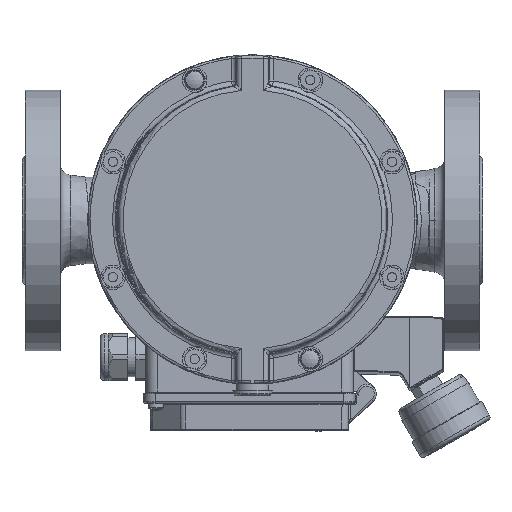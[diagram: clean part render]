
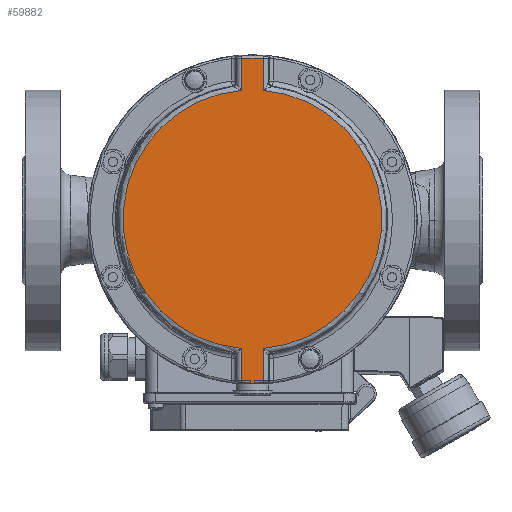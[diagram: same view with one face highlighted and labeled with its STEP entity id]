
A CAD part, top view. The second image highlights one B-rep face of the part: STEP entity #59882.
In plain terms, the highlighted planar face has unit normal (0, 0, 1).
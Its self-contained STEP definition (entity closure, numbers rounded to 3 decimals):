
#2118=CIRCLE('',#64096,66.02);
#2130=CIRCLE('',#64122,66.02);
#2137=CIRCLE('',#64138,0.3);
#2138=CIRCLE('',#64140,0.3);
#2140=CIRCLE('',#64150,82.297);
#2141=CIRCLE('',#64151,82.297);
#2142=CIRCLE('',#64152,83.497);
#2143=CIRCLE('',#64153,82.297);
#5225=PLANE('',#64149);
#8175=FACE_OUTER_BOUND('',#11934,.T.);
#11934=EDGE_LOOP('',(#43702,#43703,#43704,#43705,#43706,#43707,#43708,#43709,
#43710,#43711,#43712,#43713,#43714,#43715));
#15840=LINE('',#106642,#19708);
#15841=LINE('',#106646,#19709);
#15846=LINE('',#106722,#19714);
#15847=LINE('',#106725,#19715);
#15852=LINE('',#106860,#19720);
#15853=LINE('',#106864,#19721);
#19708=VECTOR('',#72583,16.326);
#19709=VECTOR('',#72586,0.903);
#19714=VECTOR('',#72605,0.903);
#19715=VECTOR('',#72608,16.326);
#19720=VECTOR('',#72623,16.326);
#19721=VECTOR('',#72628,16.326);
#25992=VERTEX_POINT('',#105386);
#25993=VERTEX_POINT('',#105387);
#26003=VERTEX_POINT('',#105670);
#26010=VERTEX_POINT('',#106049);
#26037=VERTEX_POINT('',#106625);
#26038=VERTEX_POINT('',#106644);
#26039=VERTEX_POINT('',#106645);
#26041=VERTEX_POINT('',#106685);
#26042=VERTEX_POINT('',#106689);
#26044=VERTEX_POINT('',#106716);
#26045=VERTEX_POINT('',#106720);
#26046=VERTEX_POINT('',#106724);
#26051=VERTEX_POINT('',#106843);
#26052=VERTEX_POINT('',#106862);
#32461=EDGE_CURVE('',#25992,#25993,#2118,.T.);
#32493=EDGE_CURVE('',#26010,#26003,#2130,.T.);
#32533=EDGE_CURVE('',#26003,#26037,#15840,.T.);
#32534=EDGE_CURVE('',#26038,#26039,#15841,.T.);
#32539=EDGE_CURVE('',#26039,#26041,#2137,.T.);
#32543=EDGE_CURVE('',#26042,#26044,#2138,.T.);
#32545=EDGE_CURVE('',#26044,#26045,#15846,.T.);
#32546=EDGE_CURVE('',#26046,#25992,#15847,.T.);
#32557=EDGE_CURVE('',#25993,#26051,#15852,.T.);
#32558=EDGE_CURVE('',#26051,#26052,#2140,.T.);
#32559=EDGE_CURVE('',#26052,#26010,#15853,.T.);
#32560=EDGE_CURVE('',#26037,#26038,#2141,.T.);
#32561=EDGE_CURVE('',#26041,#26042,#2142,.T.);
#32562=EDGE_CURVE('',#26045,#26046,#2143,.T.);
#43702=ORIENTED_EDGE('',*,*,#32557,.T.);
#43703=ORIENTED_EDGE('',*,*,#32558,.T.);
#43704=ORIENTED_EDGE('',*,*,#32559,.T.);
#43705=ORIENTED_EDGE('',*,*,#32493,.T.);
#43706=ORIENTED_EDGE('',*,*,#32533,.T.);
#43707=ORIENTED_EDGE('',*,*,#32560,.T.);
#43708=ORIENTED_EDGE('',*,*,#32534,.T.);
#43709=ORIENTED_EDGE('',*,*,#32539,.T.);
#43710=ORIENTED_EDGE('',*,*,#32561,.T.);
#43711=ORIENTED_EDGE('',*,*,#32543,.T.);
#43712=ORIENTED_EDGE('',*,*,#32545,.T.);
#43713=ORIENTED_EDGE('',*,*,#32562,.T.);
#43714=ORIENTED_EDGE('',*,*,#32546,.T.);
#43715=ORIENTED_EDGE('',*,*,#32461,.T.);
#59882=ADVANCED_FACE('',(#8175),#5225,.F.);
#64096=AXIS2_PLACEMENT_3D('',#105388,#72494,#72495);
#64122=AXIS2_PLACEMENT_3D('',#106050,#72546,#72547);
#64138=AXIS2_PLACEMENT_3D('',#106687,#72593,#72594);
#64140=AXIS2_PLACEMENT_3D('',#106718,#72599,#72600);
#64149=AXIS2_PLACEMENT_3D('',#106861,#72624,#72625);
#64150=AXIS2_PLACEMENT_3D('',#106863,#72626,#72627);
#64151=AXIS2_PLACEMENT_3D('',#106865,#72629,#72630);
#64152=AXIS2_PLACEMENT_3D('',#106866,#72631,#72632);
#64153=AXIS2_PLACEMENT_3D('',#106867,#72633,#72634);
#72494=DIRECTION('center_axis',(0.,0.,
1.));
#72495=DIRECTION('ref_axis',(1.,0.,0.));
#72546=DIRECTION('center_axis',(0.,0.,
1.));
#72547=DIRECTION('ref_axis',(1.,0.,0.));
#72583=DIRECTION('',(0.,-1.,0.));
#72586=DIRECTION('',(0.,-1.,0.));
#72593=DIRECTION('center_axis',(0.,0.,
1.));
#72594=DIRECTION('ref_axis',(-1.,0.,0.));
#72599=DIRECTION('center_axis',(0.,0.,
1.));
#72600=DIRECTION('ref_axis',(1.,0.,0.));
#72605=DIRECTION('',(0.,1.,0.));
#72608=DIRECTION('',(0.,1.,0.));
#72623=DIRECTION('',(0.,1.,0.));
#72624=DIRECTION('center_axis',(0.,0.,
-1.));
#72625=DIRECTION('ref_axis',(1.,0.,0.));
#72626=DIRECTION('center_axis',(0.,0.,
1.));
#72627=DIRECTION('ref_axis',(1.,0.,0.));
#72628=DIRECTION('',(0.,-1.,0.));
#72629=DIRECTION('center_axis',(0.,0.,
1.));
#72630=DIRECTION('ref_axis',(1.,0.,0.));
#72631=DIRECTION('center_axis',(0.,0.,
1.));
#72632=DIRECTION('ref_axis',(-1.,0.,0.));
#72633=DIRECTION('center_axis',(0.,0.,
1.));
#72634=DIRECTION('ref_axis',(1.,0.,0.));
#105386=CARTESIAN_POINT('',(11.392,-61.841,292.5));
#105387=CARTESIAN_POINT('',(11.392,69.705,292.5));
#105388=CARTESIAN_POINT('Origin',(5.692,3.932,292.5));
#105670=CARTESIAN_POINT('',(-0.007,-61.841,292.5));
#106049=CARTESIAN_POINT('',(-0.007,69.705,292.5));
#106050=CARTESIAN_POINT('Origin',(5.692,3.932,292.5));
#106625=CARTESIAN_POINT('',(-0.007,-78.168,292.5));
#106642=CARTESIAN_POINT('',(-0.007,3.932,292.5));
#106644=CARTESIAN_POINT('',(4.692,-78.359,292.5));
#106645=CARTESIAN_POINT('',(4.692,-79.262,292.5));
#106646=CARTESIAN_POINT('',(4.692,-78.359,292.5));
#106685=CARTESIAN_POINT('',(4.99,-79.562,292.5));
#106687=CARTESIAN_POINT('Origin',(4.992,-79.262,292.5));
#106689=CARTESIAN_POINT('',(6.395,-79.562,292.5));
#106716=CARTESIAN_POINT('',(6.692,-79.262,292.5));
#106718=CARTESIAN_POINT('Origin',(6.392,-79.262,292.5));
#106720=CARTESIAN_POINT('',(6.692,-78.359,292.5));
#106722=CARTESIAN_POINT('',(6.692,-78.359,292.5));
#106724=CARTESIAN_POINT('',(11.392,-78.168,292.5));
#106725=CARTESIAN_POINT('',(11.392,3.932,292.5));
#106843=CARTESIAN_POINT('',(11.392,86.032,292.5));
#106860=CARTESIAN_POINT('',(11.392,3.932,292.5));
#106861=CARTESIAN_POINT('Origin',(74.692,3.932,292.5));
#106862=CARTESIAN_POINT('',(-0.007,86.032,292.5));
#106863=CARTESIAN_POINT('Origin',(5.692,3.932,292.5));
#106864=CARTESIAN_POINT('',(-0.007,3.932,292.5));
#106865=CARTESIAN_POINT('Origin',(5.692,3.932,292.5));
#106866=CARTESIAN_POINT('Origin',(5.692,3.932,292.5));
#106867=CARTESIAN_POINT('Origin',(5.692,3.932,292.5));
